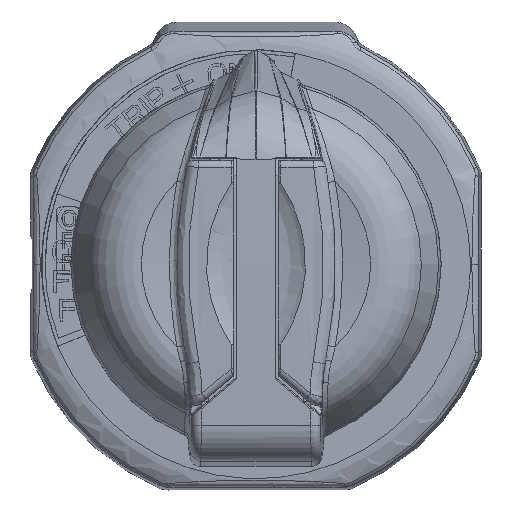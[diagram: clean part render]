
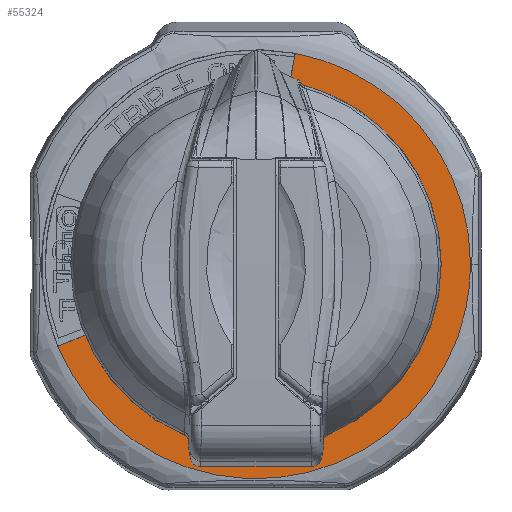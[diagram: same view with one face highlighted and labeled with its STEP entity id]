
A CAD part, top view. The second image highlights one B-rep face of the part: STEP entity #55324.
In plain terms, the highlighted planar face has unit normal (0, 0, 1).
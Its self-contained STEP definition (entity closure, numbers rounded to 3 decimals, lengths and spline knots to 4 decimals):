
#7853=DIRECTION('',(0.182,0.983,0.));
#7854=VECTOR('',#7853,0.1889);
#7855=CARTESIAN_POINT('',(0.1264,0.6798,0.63));
#7856=LINE('',#7855,#7854);
#7857=DIRECTION('',(0.924,0.383,0.));
#7858=VECTOR('',#7857,0.1889);
#7859=CARTESIAN_POINT('',(-0.8132,-0.3372,
0.63));
#7860=LINE('',#7859,#7858);
#7861=CARTESIAN_POINT('',(0.,0.,0.63));
#7862=DIRECTION('',(0.,0.,1.));
#7863=DIRECTION('',(-0.924,-0.383,0.));
#7864=AXIS2_PLACEMENT_3D('',#7861,#7862,#7863);
#7866=CARTESIAN_POINT('',(0.,0.,0.63));
#7867=DIRECTION('',(0.,0.,1.));
#7868=DIRECTION('',(1.,0.,0.));
#7869=AXIS2_PLACEMENT_3D('',#7866,#7867,#7868);
#10425=CARTESIAN_POINT('',(-0.8132,-0.3372,
0.63));
#10426=CARTESIAN_POINT('',(-0.7955,-0.3793,
0.63));
#10427=CARTESIAN_POINT('',(-0.7544,-0.4595,
0.63));
#10428=CARTESIAN_POINT('',(-0.6753,-0.5697,
0.63));
#10429=CARTESIAN_POINT('',(-0.5805,-0.6658,
0.63));
#10430=CARTESIAN_POINT('',(-0.4735,-0.7458,
0.63));
#10431=CARTESIAN_POINT('',(-0.3538,-0.8095,
0.63));
#10432=CARTESIAN_POINT('',(-0.2262,-0.854,
0.63));
#10433=CARTESIAN_POINT('',(-0.0934,-0.8785,
0.63));
#10434=CARTESIAN_POINT('',(0.0414,-0.8825,
0.63));
#10435=CARTESIAN_POINT('',(0.1749,-0.8659,
0.63));
#10436=CARTESIAN_POINT('',(0.3043,-0.8293,
0.63));
#10437=CARTESIAN_POINT('',(0.4266,-0.7736,
0.63));
#10438=CARTESIAN_POINT('',(0.539,-0.6999,0.63));
#10439=CARTESIAN_POINT('',(0.639,-0.61,0.63));
#10440=CARTESIAN_POINT('',(0.7245,-0.5055,0.63));
#10441=CARTESIAN_POINT('',(0.7923,-0.3906,0.63));
#10442=CARTESIAN_POINT('',(0.8426,-0.2656,0.63));
#10443=CARTESIAN_POINT('',(0.8732,-0.134,0.63));
#10444=CARTESIAN_POINT('',(0.88,-0.0451,0.63));
#10445=CARTESIAN_POINT('',(0.88,0.,0.63));
#10734=CARTESIAN_POINT('',(0.88,0.,0.63));
#10735=CARTESIAN_POINT('',(0.88,0.0454,0.63));
#10736=CARTESIAN_POINT('',(0.8731,0.135,
0.63));
#10737=CARTESIAN_POINT('',(0.8421,0.2671,
0.63));
#10738=CARTESIAN_POINT('',(0.7914,0.3926,
0.63));
#10739=CARTESIAN_POINT('',(0.722,0.5092,
0.63));
#10740=CARTESIAN_POINT('',(0.6354,0.6138,
0.63));
#10741=CARTESIAN_POINT('',(0.5336,0.7041,
0.63));
#10742=CARTESIAN_POINT('',(0.419,0.7779,
0.63));
#10743=CARTESIAN_POINT('',(0.2937,0.8332,
0.63));
#10744=CARTESIAN_POINT('',(0.206,0.8569,
0.63));
#10745=CARTESIAN_POINT('',(0.1608,0.8655,
0.63));
#38162=CARTESIAN_POINT('',(0.88,0.,0.63));
#38163=VERTEX_POINT('',#38162);
#38164=VERTEX_POINT('',#10745);
#38174=CARTESIAN_POINT('',(-0.8132,-0.3372,
0.63));
#38175=VERTEX_POINT('',#38174);
#38192=CARTESIAN_POINT('',(0.1264,0.6798,0.63));
#38193=VERTEX_POINT('',#38192);
#39025=CARTESIAN_POINT('',(-0.6387,-0.2649,0.63));
#39026=CARTESIAN_POINT('',(0.6915,0.,0.63));
#39027=VERTEX_POINT('',#39025);
#39028=VERTEX_POINT('',#39026);
#55307=CARTESIAN_POINT('',(0.,0.,0.63));
#55308=DIRECTION('',(0.,0.,1.));
#55309=DIRECTION('',(1.,0.,0.));
#55310=AXIS2_PLACEMENT_3D('',#55307,#55308,#55309);
#55311=PLANE('',#55310);
#55313=ORIENTED_EDGE('',*,*,#55312,.T.);
#55315=ORIENTED_EDGE('',*,*,#55314,.F.);
#55317=ORIENTED_EDGE('',*,*,#55316,.F.);
#55319=ORIENTED_EDGE('',*,*,#55318,.T.);
#55320=ORIENTED_EDGE('',*,*,#43807,.T.);
#55321=ORIENTED_EDGE('',*,*,#55299,.T.);
#55322=EDGE_LOOP('',(#55313,#55315,#55317,#55319,#55320,#55321));
#55323=FACE_OUTER_BOUND('',#55322,.F.);
#55324=ADVANCED_FACE('',(#55323),#55311,.T.);
#7865=CIRCLE('',#7864,0.6915);
#7870=CIRCLE('',#7869,0.6915);
#10446=B_SPLINE_CURVE_WITH_KNOTS('',3,(#10425,#10426,#10427,#10428,#10429,
#10430,#10431,#10432,#10433,#10434,#10435,#10436,#10437,#10438,#10439,#10440,
#10441,#10442,#10443,#10444,#10445),.UNSPECIFIED.,.F.,.F.,(4,1,1,1,1,1,1,1,1,1,
1,1,1,1,1,1,1,1,4),(0.,0.0556,0.1111,0.1667,
0.2222,0.2778,0.3333,0.3889,
0.4444,0.5,0.5556,0.6111,0.6667,
0.7222,0.7778,0.8333,0.8889,
0.9444,1.),.UNSPECIFIED.);
#10746=B_SPLINE_CURVE_WITH_KNOTS('',3,(#10734,#10735,#10736,#10737,#10738,
#10739,#10740,#10741,#10742,#10743,#10744,#10745),.UNSPECIFIED.,.F.,.F.,(4,1,1,
1,1,1,1,1,1,4),(0.,0.1111,0.2222,0.3333,
0.4444,0.5556,0.6667,0.7778,
0.8889,1.),.UNSPECIFIED.);
#43807=EDGE_CURVE('',#39027,#39028,#7865,.T.);
#55299=EDGE_CURVE('',#39028,#38193,#7870,.T.);
#55312=EDGE_CURVE('',#38193,#38164,#7856,.T.);
#55314=EDGE_CURVE('',#38163,#38164,#10746,.T.);
#55316=EDGE_CURVE('',#38175,#38163,#10446,.T.);
#55318=EDGE_CURVE('',#38175,#39027,#7860,.T.);
